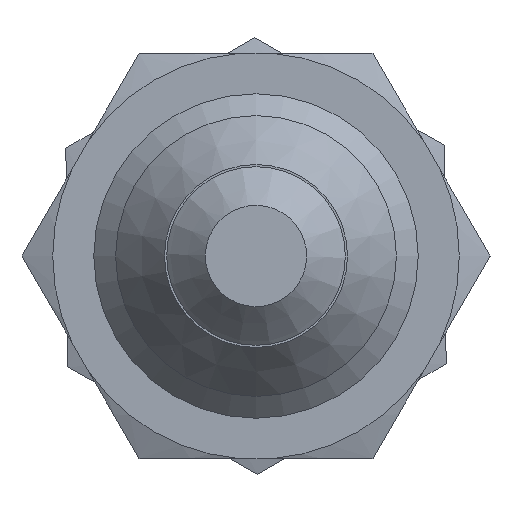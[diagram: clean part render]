
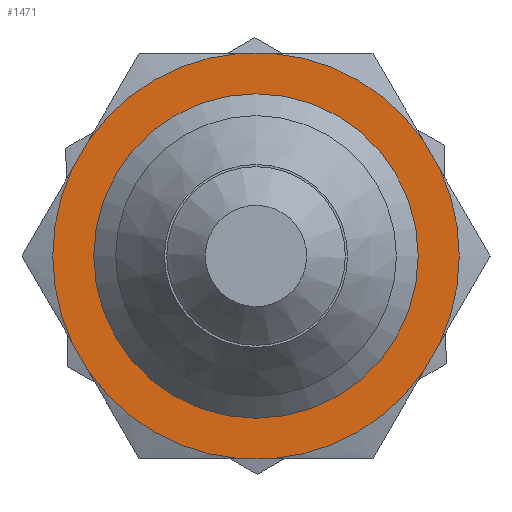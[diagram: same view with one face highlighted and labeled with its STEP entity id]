
A CAD part, left-side view. The second image highlights one B-rep face of the part: STEP entity #1471.
In plain terms, the highlighted planar face has unit normal (-1, 0, 0).
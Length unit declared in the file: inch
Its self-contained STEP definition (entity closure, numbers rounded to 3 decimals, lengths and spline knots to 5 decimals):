
#123=LINE('',#2363,#159);
#126=LINE('',#2367,#162);
#128=LINE('',#2370,#164);
#130=LINE('',#2373,#166);
#132=LINE('',#2376,#168);
#133=LINE('',#2378,#169);
#159=VECTOR('',#1874,0.07504);
#162=VECTOR('',#1879,0.07504);
#164=VECTOR('',#1883,0.07504);
#166=VECTOR('',#1887,0.07504);
#168=VECTOR('',#1891,0.07504);
#169=VECTOR('',#1894,0.07504);
#281=FACE_BOUND('',#480,.T.);
#359=FACE_OUTER_BOUND('',#479,.T.);
#479=EDGE_LOOP('',(#1146,#1147,#1148,#1149,#1150,#1151,#1152,#1153,#1154,
#1155,#1156,#1157));
#480=EDGE_LOOP('',(#1158));
#604=CIRCLE('',#1583,0.3285);
#605=CIRCLE('',#1591,0.47);
#606=CIRCLE('',#1593,0.47);
#607=CIRCLE('',#1595,0.47);
#608=CIRCLE('',#1597,0.47);
#609=CIRCLE('',#1599,0.47);
#610=CIRCLE('',#1601,0.47);
#694=VERTEX_POINT('',#2245);
#702=VERTEX_POINT('',#2297);
#703=VERTEX_POINT('',#2301);
#704=VERTEX_POINT('',#2307);
#706=VERTEX_POINT('',#2312);
#707=VERTEX_POINT('',#2318);
#709=VERTEX_POINT('',#2323);
#710=VERTEX_POINT('',#2329);
#712=VERTEX_POINT('',#2334);
#713=VERTEX_POINT('',#2340);
#715=VERTEX_POINT('',#2345);
#716=VERTEX_POINT('',#2351);
#718=VERTEX_POINT('',#2356);
#843=EDGE_CURVE('',#694,#694,#604,.T.);
#858=EDGE_CURVE('',#702,#703,#605,.T.);
#860=EDGE_CURVE('',#706,#704,#606,.T.);
#863=EDGE_CURVE('',#709,#707,#607,.T.);
#866=EDGE_CURVE('',#712,#710,#608,.T.);
#869=EDGE_CURVE('',#715,#713,#609,.T.);
#872=EDGE_CURVE('',#718,#716,#610,.T.);
#875=EDGE_CURVE('',#704,#702,#123,.T.);
#878=EDGE_CURVE('',#703,#718,#126,.T.);
#880=EDGE_CURVE('',#716,#715,#128,.T.);
#882=EDGE_CURVE('',#713,#712,#130,.T.);
#884=EDGE_CURVE('',#710,#709,#132,.T.);
#885=EDGE_CURVE('',#707,#706,#133,.T.);
#1146=ORIENTED_EDGE('',*,*,#872,.T.);
#1147=ORIENTED_EDGE('',*,*,#880,.T.);
#1148=ORIENTED_EDGE('',*,*,#869,.T.);
#1149=ORIENTED_EDGE('',*,*,#882,.T.);
#1150=ORIENTED_EDGE('',*,*,#866,.T.);
#1151=ORIENTED_EDGE('',*,*,#884,.T.);
#1152=ORIENTED_EDGE('',*,*,#863,.T.);
#1153=ORIENTED_EDGE('',*,*,#885,.T.);
#1154=ORIENTED_EDGE('',*,*,#860,.T.);
#1155=ORIENTED_EDGE('',*,*,#875,.T.);
#1156=ORIENTED_EDGE('',*,*,#858,.T.);
#1157=ORIENTED_EDGE('',*,*,#878,.T.);
#1158=ORIENTED_EDGE('',*,*,#843,.F.);
#1418=PLANE('',#1608);
#1471=ADVANCED_FACE('',(#359,#281),#1418,.F.);
#1583=AXIS2_PLACEMENT_3D('',#2246,#1833,#1834);
#1591=AXIS2_PLACEMENT_3D('',#2305,#1849,#1850);
#1593=AXIS2_PLACEMENT_3D('',#2313,#1853,#1854);
#1595=AXIS2_PLACEMENT_3D('',#2324,#1857,#1858);
#1597=AXIS2_PLACEMENT_3D('',#2335,#1861,#1862);
#1599=AXIS2_PLACEMENT_3D('',#2346,#1865,#1866);
#1601=AXIS2_PLACEMENT_3D('',#2357,#1869,#1870);
#1608=AXIS2_PLACEMENT_3D('',#2379,#1895,#1896);
#1833=DIRECTION('center_axis',(-1.,0.,0.));
#1834=DIRECTION('ref_axis',(0.,0.,-1.));
#1849=DIRECTION('center_axis',(-1.,0.,0.));
#1850=DIRECTION('ref_axis',(0.,1.,0.));
#1853=DIRECTION('center_axis',(-1.,0.,0.));
#1854=DIRECTION('ref_axis',(0.,1.,0.));
#1857=DIRECTION('center_axis',(-1.,0.,0.));
#1858=DIRECTION('ref_axis',(0.,1.,0.));
#1861=DIRECTION('center_axis',(-1.,0.,0.));
#1862=DIRECTION('ref_axis',(0.,1.,0.));
#1865=DIRECTION('center_axis',(-1.,0.,0.));
#1866=DIRECTION('ref_axis',(0.,1.,0.));
#1869=DIRECTION('center_axis',(-1.,0.,0.));
#1870=DIRECTION('ref_axis',(0.,1.,0.));
#1874=DIRECTION('',(0.,-0.5,-0.866));
#1879=DIRECTION('',(0.,-1.,0.));
#1883=DIRECTION('',(0.,-0.5,0.866));
#1887=DIRECTION('',(0.,0.5,0.866));
#1891=DIRECTION('',(0.,1.,0.));
#1894=DIRECTION('',(0.,0.5,-0.866));
#1895=DIRECTION('center_axis',(1.,0.,0.));
#1896=DIRECTION('ref_axis',(0.,0.,-1.));
#2245=CARTESIAN_POINT('',(0.,0.,0.3285));
#2246=CARTESIAN_POINT('Origin',(0.,0.,0.));
#2297=CARTESIAN_POINT('',(0.,0.38697,-0.26674));
#2301=CARTESIAN_POINT('',(0.,0.03752,-0.4685));
#2305=CARTESIAN_POINT('Origin',(0.,0.,0.));
#2307=CARTESIAN_POINT('',(0.,0.42449,-0.20176));
#2312=CARTESIAN_POINT('',(0.,0.42449,0.20176));
#2313=CARTESIAN_POINT('Origin',(0.,0.,0.));
#2318=CARTESIAN_POINT('',(0.,0.38697,0.26674));
#2323=CARTESIAN_POINT('',(0.,0.03752,0.4685));
#2324=CARTESIAN_POINT('Origin',(0.,0.,0.));
#2329=CARTESIAN_POINT('',(0.,-0.03752,0.4685));
#2334=CARTESIAN_POINT('',(0.,-0.38697,0.26674));
#2335=CARTESIAN_POINT('Origin',(0.,0.,0.));
#2340=CARTESIAN_POINT('',(0.,-0.42449,0.20176));
#2345=CARTESIAN_POINT('',(0.,-0.42449,-0.20176));
#2346=CARTESIAN_POINT('Origin',(0.,0.,0.));
#2351=CARTESIAN_POINT('',(0.,-0.38697,-0.26674));
#2356=CARTESIAN_POINT('',(0.,-0.03752,-0.4685));
#2357=CARTESIAN_POINT('Origin',(0.,0.,0.));
#2363=CARTESIAN_POINT('',(0.,0.54098,0.));
#2367=CARTESIAN_POINT('',(0.,0.27049,-0.4685));
#2370=CARTESIAN_POINT('',(0.,-0.27049,-0.4685));
#2373=CARTESIAN_POINT('',(0.,-0.54098,0.));
#2376=CARTESIAN_POINT('',(0.,-0.27049,0.4685));
#2378=CARTESIAN_POINT('',(0.,0.27049,0.4685));
#2379=CARTESIAN_POINT('Origin',(0.,0.,0.));
